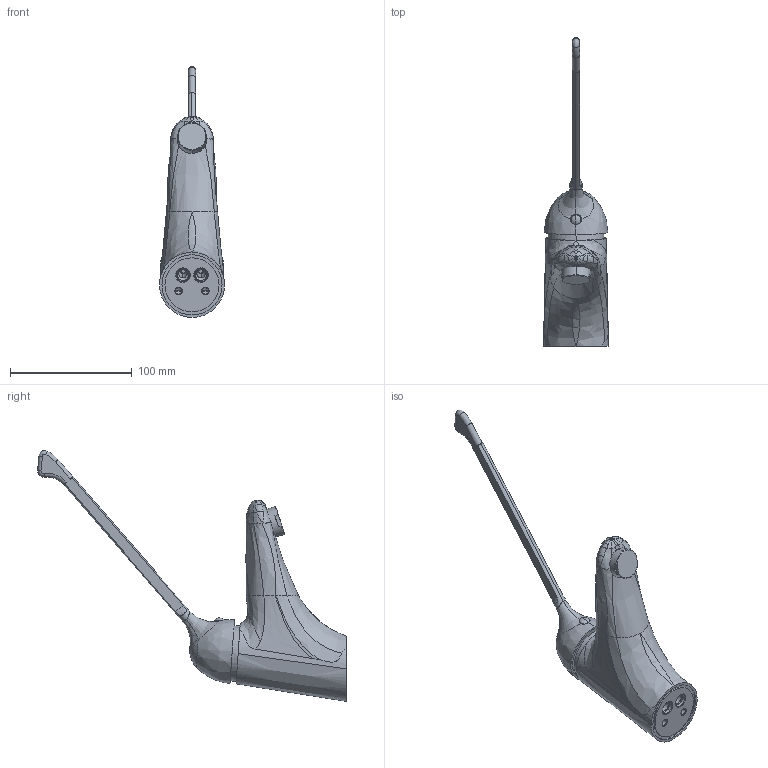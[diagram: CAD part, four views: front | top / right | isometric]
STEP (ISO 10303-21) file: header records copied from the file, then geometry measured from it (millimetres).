
FILE_DESCRIPTION((''),'2;1');
FILE_NAME('DU301CR','2021-11-09T13:48:45',('ut3'),('PAFFONI SpA'),'CREO PARAMETRIC BY PTC INC, 2020044','CREO PARAMETRIC BY PTC INC, 2020044','');
FILE_SCHEMA(('CONFIG_CONTROL_DESIGN','SHAPE_APPEARANCE_LAYERS_GROUPS'));
Length unit declared in the file: millimetre
Products named in the file (1): DU301CR
Bounding box: 53.5 x 253.91 x 206.31 mm (x, y, z)
Volume: 295965.3 mm3; surface area: 63172.4 mm2
Topology: 1 solids, 1 shells, 237 faces, 619 edges, 384 vertices
Faces by surface type: bspline 73, cylinder 62, plane 50, cone 40, sphere 8, torus 4
Entity records: 14331 total; most frequent: CARTESIAN_POINT 7394, ORIENTED_EDGE 1208, DIRECTION 915, EDGE_CURVE 604, VERTEX_POINT 384, AXIS2_PLACEMENT_3D 379, EDGE_LOOP 260, FACE_OUTER_BOUND 237
